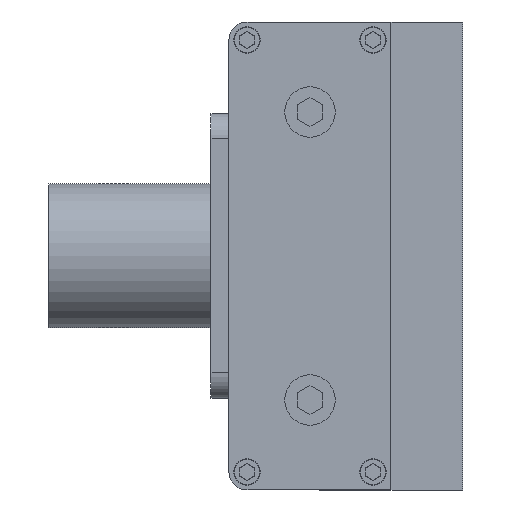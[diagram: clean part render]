
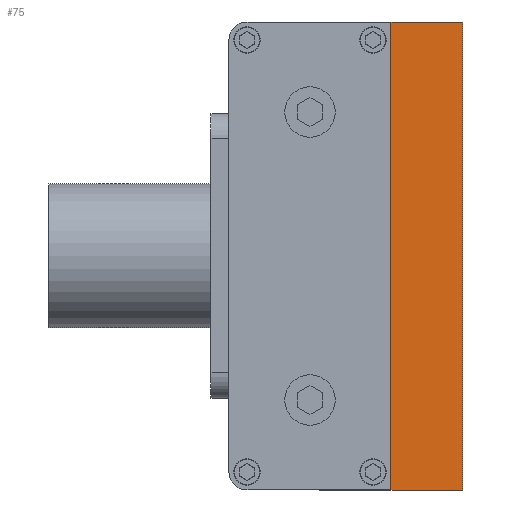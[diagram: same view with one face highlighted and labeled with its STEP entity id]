
A CAD part, left-side view. The second image highlights one B-rep face of the part: STEP entity #75.
In plain terms, the highlighted planar face has unit normal (-1, 0, 0).
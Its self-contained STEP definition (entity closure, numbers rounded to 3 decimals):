
#65 = EDGE_CURVE ( 'NONE', #7190, #4704, #6819, .T. ) ;
#75 = ADVANCED_FACE ( 'NONE', ( #11261 ), #10437, .F. ) ;
#194 = EDGE_LOOP ( 'NONE', ( #11216, #8681, #8795, #2643 ) ) ;
#443 = CARTESIAN_POINT ( 'NONE',  ( -437., -20., 65. ) ) ;
#558 = DIRECTION ( 'NONE',  ( 0., 0., -1. ) ) ;
#600 = VECTOR ( 'NONE', #3964, 1000. ) ;
#1200 = LINE ( 'NONE', #3029, #600 ) ;
#1337 = EDGE_CURVE ( 'NONE', #7190, #8354, #3444, .T. ) ;
#1788 = AXIS2_PLACEMENT_3D ( 'NONE', #8609, #3153, #558 ) ;
#1797 = DIRECTION ( 'NONE',  ( 0., 1., 0. ) ) ;
#2088 = CARTESIAN_POINT ( 'NONE',  ( -437., -20., -65. ) ) ;
#2643 = ORIENTED_EDGE ( 'NONE', *, *, #1337, .T. ) ;
#3029 = CARTESIAN_POINT ( 'NONE',  ( -437., 0., 65. ) ) ;
#3153 = DIRECTION ( 'NONE',  ( 1., 0., 0. ) ) ;
#3444 = LINE ( 'NONE', #7955, #5659 ) ;
#3964 = DIRECTION ( 'NONE',  ( 0., 0., -1. ) ) ;
#4323 = EDGE_CURVE ( 'NONE', #8354, #8756, #1200, .T. ) ;
#4704 = VERTEX_POINT ( 'NONE', #8395 ) ;
#5592 = EDGE_CURVE ( 'NONE', #4704, #8756, #6473, .T. ) ;
#5659 = VECTOR ( 'NONE', #1797, 1000. ) ;
#5697 = DIRECTION ( 'NONE',  ( 0., 1., 0. ) ) ;
#5807 = CARTESIAN_POINT ( 'NONE',  ( -437., -20., 65. ) ) ;
#6473 = LINE ( 'NONE', #2088, #9947 ) ;
#6624 = CARTESIAN_POINT ( 'NONE',  ( -437., 0., -65. ) ) ;
#6819 = LINE ( 'NONE', #443, #10670 ) ;
#7190 = VERTEX_POINT ( 'NONE', #5807 ) ;
#7955 = CARTESIAN_POINT ( 'NONE',  ( -437., -20., 65. ) ) ;
#8354 = VERTEX_POINT ( 'NONE', #9253 ) ;
#8395 = CARTESIAN_POINT ( 'NONE',  ( -437., -20., -65. ) ) ;
#8609 = CARTESIAN_POINT ( 'NONE',  ( -437., -20., 65. ) ) ;
#8681 = ORIENTED_EDGE ( 'NONE', *, *, #5592, .F. ) ;
#8756 = VERTEX_POINT ( 'NONE', #6624 ) ;
#8795 = ORIENTED_EDGE ( 'NONE', *, *, #65, .F. ) ;
#9253 = CARTESIAN_POINT ( 'NONE',  ( -437., 0., 65. ) ) ;
#9947 = VECTOR ( 'NONE', #5697, 1000. ) ;
#10437 = PLANE ( 'NONE',  #1788 ) ;
#10670 = VECTOR ( 'NONE', #11145, 1000. ) ;
#11145 = DIRECTION ( 'NONE',  ( 0., 0., -1. ) ) ;
#11216 = ORIENTED_EDGE ( 'NONE', *, *, #4323, .T. ) ;
#11261 = FACE_OUTER_BOUND ( 'NONE', #194, .T. ) ;
